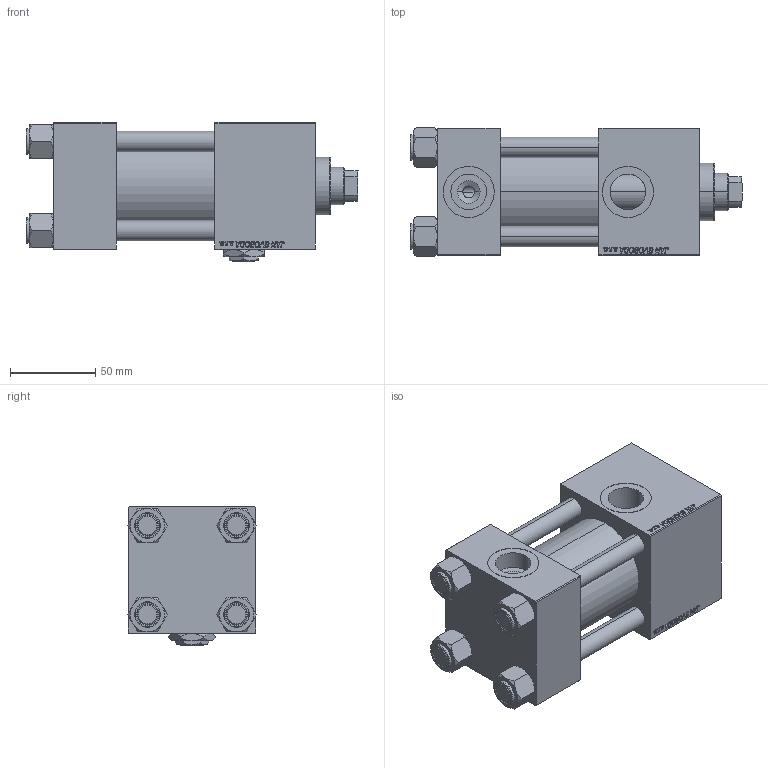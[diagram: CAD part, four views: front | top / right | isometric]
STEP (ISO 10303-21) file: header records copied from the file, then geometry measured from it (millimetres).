
FILE_DESCRIPTION (( 'STEP AP203' ), '1' );
FILE_NAME ('bb18.STEP', '2024-01-08T13:22:53', ( '' ), ( '' ), 'SwSTEP 2.0', 'SolidWorks 2019', '' );
FILE_SCHEMA (( 'CONFIG_CONTROL_DESIGN' ));
Length unit declared in the file: millimetre
Products named in the file (7): V215CD_Body_C 69f2379a5727c07327f05d0b1e90fe28; V215CD_VCP_C 69f2379a5727c07327f05d0b1e90fe28; Zatka_pro_OIL_PORT 69f2379a5727c07327f05d0b1e90fe28; V215CD_C_TYCINKA 69f2379a5727c07327f05d0b1e90fe28; NUT_M5_V215CD_C 69f2379a5727c07327f05d0b1e90fe28; V215CD_VC_C 69f2379a5727c07327f05d0b1e90fe28; bb18
Assembly tree (12 placements, depth 2):
  bb18
    V215CD_Body_C 69f2379a5727c07327f05d0b1e90fe28
    V215CD_VC_C 69f2379a5727c07327f05d0b1e90fe28
    V215CD_VCP_C 69f2379a5727c07327f05d0b1e90fe28
    V215CD_C_TYCINKA 69f2379a5727c07327f05d0b1e90fe28  x4
    NUT_M5_V215CD_C 69f2379a5727c07327f05d0b1e90fe28  x4
    Zatka_pro_OIL_PORT 69f2379a5727c07327f05d0b1e90fe28
Bounding box: 195 x 75.54 x 82 mm (x, y, z)
Volume: 653521.6 mm3; surface area: 149264.8 mm2
Topology: 12 solids, 12 shells, 1195 faces, 2983 edges, 1931 vertices
Faces by surface type: plane 549, bspline 392, cone 156, cylinder 90, torus 8
Entity records: 51904 total; most frequent: CARTESIAN_POINT 27693, ORIENTED_EDGE 5458, DIRECTION 3491, EDGE_CURVE 2729, VERTEX_POINT 1787, LINE 1629, VECTOR 1629, EDGE_LOOP 1208
